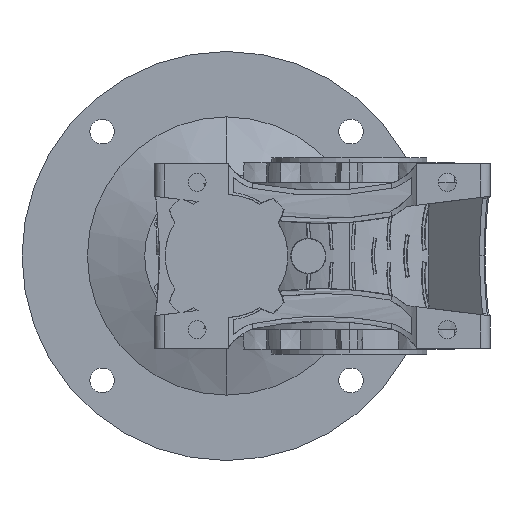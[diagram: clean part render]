
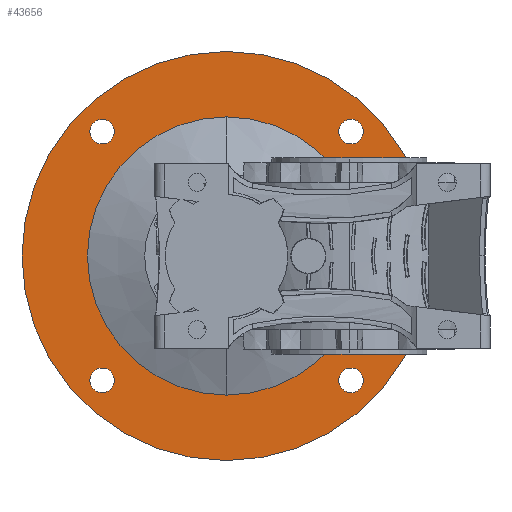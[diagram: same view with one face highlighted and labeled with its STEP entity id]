
A CAD part, left-side view. The second image highlights one B-rep face of the part: STEP entity #43656.
In plain terms, the highlighted face is planar.
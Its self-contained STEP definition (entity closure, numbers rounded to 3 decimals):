
#1617 = CIRCLE ( 'NONE', #27468, 85. ) ;
#1619 = CIRCLE ( 'NONE', #27469, 7.5 ) ;
#1620 = CIRCLE ( 'NONE', #27470, 7.5 ) ;
#1621 = CIRCLE ( 'NONE', #27471, 7.5 ) ;
#1622 = CIRCLE ( 'NONE', #27472, 7.5 ) ;
#1623 = CIRCLE ( 'NONE', #27473, 125. ) ;
#1675 = CIRCLE ( 'NONE', #27496, 125. ) ;
#1685 = CIRCLE ( 'NONE', #27497, 85. ) ;
#1694 = CIRCLE ( 'NONE', #27500, 7.5 ) ;
#1700 = CIRCLE ( 'NONE', #27502, 7.5 ) ;
#1705 = CIRCLE ( 'NONE', #27505, 7.5 ) ;
#1710 = CIRCLE ( 'NONE', #27506, 7.5 ) ;
#5624 = EDGE_LOOP ( 'NONE', ( #25738, #25737 ) ) ;
#5629 = EDGE_LOOP ( 'NONE', ( #25742, #25741 ) ) ;
#5644 = EDGE_LOOP ( 'NONE', ( #25744, #25743 ) ) ;
#5650 = EDGE_LOOP ( 'NONE', ( #25736, #25735 ) ) ;
#13828 = DIRECTION ( 'NONE',  ( -1., 0., 0. ) ) ;
#13832 = PLANE ( 'NONE',  #26196 ) ;
#13836 = CARTESIAN_POINT ( 'NONE',  ( -10., 125., 0. ) ) ;
#13838 = DIRECTION ( 'NONE',  ( 0., 0., 1. ) ) ;
#15202 = CARTESIAN_POINT ( 'NONE',  ( -10., 0., -85. ) ) ;
#15255 = CARTESIAN_POINT ( 'NONE',  ( -10., 0., -125. ) ) ;
#15583 = CARTESIAN_POINT ( 'NONE',  ( -10., 76.014, -68.514 ) ) ;
#15589 = CARTESIAN_POINT ( 'NONE',  ( -10., -76.014, -68.514 ) ) ;
#16243 = CARTESIAN_POINT ( 'NONE',  ( -10., -76.014, 83.514 ) ) ;
#16362 = CARTESIAN_POINT ( 'NONE',  ( -10., 76.014, 68.514 ) ) ;
#16381 = CARTESIAN_POINT ( 'NONE',  ( -10., 76.014, 83.514 ) ) ;
#16390 = CARTESIAN_POINT ( 'NONE',  ( -10., -76.014, -83.514 ) ) ;
#16392 = CARTESIAN_POINT ( 'NONE',  ( -10., 0., 85. ) ) ;
#16779 = CARTESIAN_POINT ( 'NONE',  ( -10., 76.014, -83.514 ) ) ;
#16826 = CARTESIAN_POINT ( 'NONE',  ( -10., 0., 125. ) ) ;
#16867 = CARTESIAN_POINT ( 'NONE',  ( -10., -76.014, 68.514 ) ) ;
#18687 = VERTEX_POINT ( 'NONE', #16243 ) ;
#18719 = VERTEX_POINT ( 'NONE', #16362 ) ;
#18730 = VERTEX_POINT ( 'NONE', #16381 ) ;
#18734 = VERTEX_POINT ( 'NONE', #16390 ) ;
#18736 = VERTEX_POINT ( 'NONE', #16392 ) ;
#18847 = VERTEX_POINT ( 'NONE', #16779 ) ;
#18852 = VERTEX_POINT ( 'NONE', #16826 ) ;
#18865 = VERTEX_POINT ( 'NONE', #16867 ) ;
#18978 = VERTEX_POINT ( 'NONE', #15202 ) ;
#18984 = VERTEX_POINT ( 'NONE', #15255 ) ;
#19139 = VERTEX_POINT ( 'NONE', #15583 ) ;
#19144 = VERTEX_POINT ( 'NONE', #15589 ) ;
#25733 = ORIENTED_EDGE ( 'NONE', *, *, #49236, .T. ) ;
#25734 = ORIENTED_EDGE ( 'NONE', *, *, #49284, .T. ) ;
#25735 = ORIENTED_EDGE ( 'NONE', *, *, #49241, .F. ) ;
#25736 = ORIENTED_EDGE ( 'NONE', *, *, #49282, .F. ) ;
#25737 = ORIENTED_EDGE ( 'NONE', *, *, #49290, .T. ) ;
#25738 = ORIENTED_EDGE ( 'NONE', *, *, #49237, .T. ) ;
#25739 = ORIENTED_EDGE ( 'NONE', *, *, #49294, .T. ) ;
#25740 = ORIENTED_EDGE ( 'NONE', *, *, #49238, .T. ) ;
#25741 = ORIENTED_EDGE ( 'NONE', *, *, #49301, .T. ) ;
#25742 = ORIENTED_EDGE ( 'NONE', *, *, #49239, .T. ) ;
#25743 = ORIENTED_EDGE ( 'NONE', *, *, #49299, .T. ) ;
#25744 = ORIENTED_EDGE ( 'NONE', *, *, #49240, .T. ) ;
#26196 = AXIS2_PLACEMENT_3D ( 'NONE', #13836, #13828, #13838 ) ;
#27468 = AXIS2_PLACEMENT_3D ( 'NONE', #29712, #29713, #29714 ) ;
#27469 = AXIS2_PLACEMENT_3D ( 'NONE', #29715, #29716, #29717 ) ;
#27470 = AXIS2_PLACEMENT_3D ( 'NONE', #29718, #29719, #29720 ) ;
#27471 = AXIS2_PLACEMENT_3D ( 'NONE', #29721, #29722, #29723 ) ;
#27472 = AXIS2_PLACEMENT_3D ( 'NONE', #29724, #29725, #29726 ) ;
#27473 = AXIS2_PLACEMENT_3D ( 'NONE', #29727, #29728, #29729 ) ;
#27496 = AXIS2_PLACEMENT_3D ( 'NONE', #29835, #29836, #29837 ) ;
#27497 = AXIS2_PLACEMENT_3D ( 'NONE', #29839, #29840, #29841 ) ;
#27500 = AXIS2_PLACEMENT_3D ( 'NONE', #29854, #29855, #29856 ) ;
#27502 = AXIS2_PLACEMENT_3D ( 'NONE', #29864, #29865, #29866 ) ;
#27505 = AXIS2_PLACEMENT_3D ( 'NONE', #29878, #29879, #29880 ) ;
#27506 = AXIS2_PLACEMENT_3D ( 'NONE', #29883, #29884, #29885 ) ;
#29712 = CARTESIAN_POINT ( 'NONE',  ( -10., 0., 0. ) ) ;
#29713 = DIRECTION ( 'NONE',  ( -1., 0., 0. ) ) ;
#29714 = DIRECTION ( 'NONE',  ( 0., 0., 1. ) ) ;
#29715 = CARTESIAN_POINT ( 'NONE',  ( -10., 76.014, 76.014 ) ) ;
#29716 = DIRECTION ( 'NONE',  ( -1., 0., 0. ) ) ;
#29717 = DIRECTION ( 'NONE',  ( 0., 0., 1. ) ) ;
#29718 = CARTESIAN_POINT ( 'NONE',  ( -10., -76.014, 76.014 ) ) ;
#29719 = DIRECTION ( 'NONE',  ( -1., 0., 0. ) ) ;
#29720 = DIRECTION ( 'NONE',  ( 0., 0., 1. ) ) ;
#29721 = CARTESIAN_POINT ( 'NONE',  ( -10., -76.014, -76.014 ) ) ;
#29722 = DIRECTION ( 'NONE',  ( -1., 0., 0. ) ) ;
#29723 = DIRECTION ( 'NONE',  ( 0., 0., 1. ) ) ;
#29724 = CARTESIAN_POINT ( 'NONE',  ( -10., 76.014, -76.014 ) ) ;
#29725 = DIRECTION ( 'NONE',  ( -1., 0., 0. ) ) ;
#29726 = DIRECTION ( 'NONE',  ( 0., 0., 1. ) ) ;
#29727 = CARTESIAN_POINT ( 'NONE',  ( -10., 0., 0. ) ) ;
#29728 = DIRECTION ( 'NONE',  ( -1., 0., 0. ) ) ;
#29729 = DIRECTION ( 'NONE',  ( 0., 0., 1. ) ) ;
#29835 = CARTESIAN_POINT ( 'NONE',  ( -10., 0., 0. ) ) ;
#29836 = DIRECTION ( 'NONE',  ( -1., 0., 0. ) ) ;
#29837 = DIRECTION ( 'NONE',  ( 0., 0., 1. ) ) ;
#29839 = CARTESIAN_POINT ( 'NONE',  ( -10., 0., 0. ) ) ;
#29840 = DIRECTION ( 'NONE',  ( -1., 0., 0. ) ) ;
#29841 = DIRECTION ( 'NONE',  ( 0., 0., 1. ) ) ;
#29854 = CARTESIAN_POINT ( 'NONE',  ( -10., 76.014, 76.014 ) ) ;
#29855 = DIRECTION ( 'NONE',  ( -1., 0., 0. ) ) ;
#29856 = DIRECTION ( 'NONE',  ( 0., 0., 1. ) ) ;
#29864 = CARTESIAN_POINT ( 'NONE',  ( -10., -76.014, 76.014 ) ) ;
#29865 = DIRECTION ( 'NONE',  ( -1., 0., 0. ) ) ;
#29866 = DIRECTION ( 'NONE',  ( 0., 0., 1. ) ) ;
#29878 = CARTESIAN_POINT ( 'NONE',  ( -10., 76.014, -76.014 ) ) ;
#29879 = DIRECTION ( 'NONE',  ( -1., 0., 0. ) ) ;
#29880 = DIRECTION ( 'NONE',  ( 0., 0., 1. ) ) ;
#29883 = CARTESIAN_POINT ( 'NONE',  ( -10., -76.014, -76.014 ) ) ;
#29884 = DIRECTION ( 'NONE',  ( -1., 0., 0. ) ) ;
#29885 = DIRECTION ( 'NONE',  ( 0., 0., 1. ) ) ;
#43656 = ADVANCED_FACE ( 'NONE', ( #50502, #50490, #50509, #50507, #50510, #50508 ), #13832, .F. ) ;
#45412 = EDGE_LOOP ( 'NONE', ( #25740, #25739 ) ) ;
#45414 = EDGE_LOOP ( 'NONE', ( #25734, #25733 ) ) ;
#49236 = EDGE_CURVE ( 'NONE', #18978, #18736, #1617, .T. ) ;
#49237 = EDGE_CURVE ( 'NONE', #18730, #18719, #1619, .T. ) ;
#49238 = EDGE_CURVE ( 'NONE', #18687, #18865, #1620, .T. ) ;
#49239 = EDGE_CURVE ( 'NONE', #19144, #18734, #1621, .T. ) ;
#49240 = EDGE_CURVE ( 'NONE', #19139, #18847, #1622, .T. ) ;
#49241 = EDGE_CURVE ( 'NONE', #18984, #18852, #1623, .T. ) ;
#49282 = EDGE_CURVE ( 'NONE', #18852, #18984, #1675, .T. ) ;
#49284 = EDGE_CURVE ( 'NONE', #18736, #18978, #1685, .T. ) ;
#49290 = EDGE_CURVE ( 'NONE', #18719, #18730, #1694, .T. ) ;
#49294 = EDGE_CURVE ( 'NONE', #18865, #18687, #1700, .T. ) ;
#49299 = EDGE_CURVE ( 'NONE', #18847, #19139, #1705, .T. ) ;
#49301 = EDGE_CURVE ( 'NONE', #18734, #19144, #1710, .T. ) ;
#50490 = FACE_BOUND ( 'NONE', #5629, .T. ) ;
#50502 = FACE_BOUND ( 'NONE', #5644, .T. ) ;
#50507 = FACE_BOUND ( 'NONE', #5624, .T. ) ;
#50508 = FACE_BOUND ( 'NONE', #45414, .T. ) ;
#50509 = FACE_BOUND ( 'NONE', #45412, .T. ) ;
#50510 = FACE_OUTER_BOUND ( 'NONE', #5650, .T. ) ;
